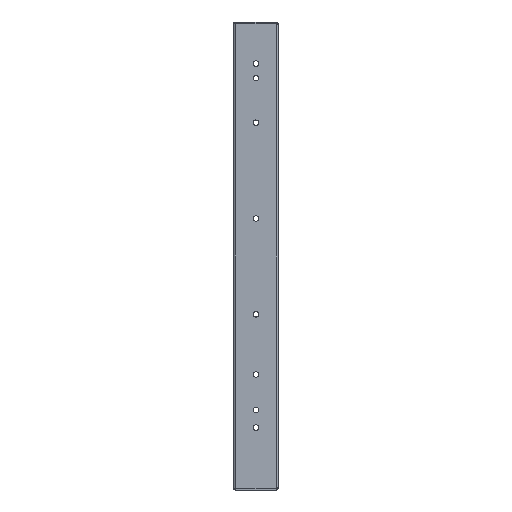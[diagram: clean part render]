
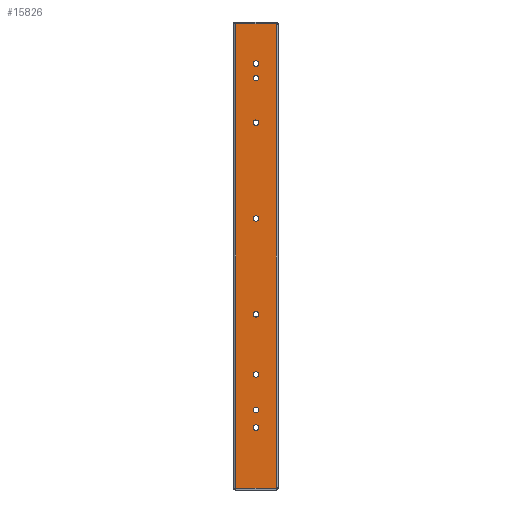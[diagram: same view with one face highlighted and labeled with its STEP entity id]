
A CAD part, left-side view. The second image highlights one B-rep face of the part: STEP entity #15826.
In plain terms, the highlighted planar face has unit normal (-1, 0, 0).
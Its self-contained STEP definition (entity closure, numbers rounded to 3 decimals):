
#3163=CARTESIAN_POINT('',(-214.,-19.456,223.4));
#3174=CARTESIAN_POINT('',(-214.,-19.456,-223.4));
#3181=DIRECTION('',(0.,1.,0.));
#3182=VECTOR('',#3181,38.913);
#3183=CARTESIAN_POINT('',(-214.,-19.456,223.4));
#3184=LINE('',#3183,#3182);
#3185=DIRECTION('',(0.,0.,-1.));
#3186=VECTOR('',#3185,446.8);
#3187=CARTESIAN_POINT('',(-214.,-19.456,223.4));
#3188=LINE('',#3187,#3186);
#3189=DIRECTION('',(0.,1.,0.));
#3190=VECTOR('',#3189,38.913);
#3191=CARTESIAN_POINT('',(-214.,-19.456,-223.4));
#3192=LINE('',#3191,#3190);
#3193=CARTESIAN_POINT('',(-214.,0.,185.));
#3194=DIRECTION('',(1.,0.,0.));
#3195=DIRECTION('',(0.,0.,1.));
#3196=AXIS2_PLACEMENT_3D('',#3193,#3194,#3195);
#3198=CARTESIAN_POINT('',(-214.,0.,185.));
#3199=DIRECTION('',(1.,0.,0.));
#3200=DIRECTION('',(0.,0.,-1.));
#3201=AXIS2_PLACEMENT_3D('',#3198,#3199,#3200);
#3203=CARTESIAN_POINT('',(-214.,0.,171.));
#3204=DIRECTION('',(1.,0.,0.));
#3205=DIRECTION('',(0.,0.,1.));
#3206=AXIS2_PLACEMENT_3D('',#3203,#3204,#3205);
#3208=CARTESIAN_POINT('',(-214.,0.,171.));
#3209=DIRECTION('',(1.,0.,0.));
#3210=DIRECTION('',(0.,0.,-1.));
#3211=AXIS2_PLACEMENT_3D('',#3208,#3209,#3210);
#3213=CARTESIAN_POINT('',(-214.,0.,-114.));
#3214=DIRECTION('',(1.,0.,0.));
#3215=DIRECTION('',(0.,0.,1.));
#3216=AXIS2_PLACEMENT_3D('',#3213,#3214,#3215);
#3218=CARTESIAN_POINT('',(-214.,0.,-114.));
#3219=DIRECTION('',(1.,0.,0.));
#3220=DIRECTION('',(0.,0.,-1.));
#3221=AXIS2_PLACEMENT_3D('',#3218,#3219,#3220);
#3223=CARTESIAN_POINT('',(-214.,0.,-165.));
#3224=DIRECTION('',(1.,0.,0.));
#3225=DIRECTION('',(0.,0.,1.));
#3226=AXIS2_PLACEMENT_3D('',#3223,#3224,#3225);
#3228=CARTESIAN_POINT('',(-214.,0.,-165.));
#3229=DIRECTION('',(1.,0.,0.));
#3230=DIRECTION('',(0.,0.,-1.));
#3231=AXIS2_PLACEMENT_3D('',#3228,#3229,#3230);
#3233=CARTESIAN_POINT('',(-214.,0.,128.1));
#3234=DIRECTION('',(1.,0.,0.));
#3235=DIRECTION('',(0.,0.,1.));
#3236=AXIS2_PLACEMENT_3D('',#3233,#3234,#3235);
#3238=CARTESIAN_POINT('',(-214.,0.,128.1));
#3239=DIRECTION('',(1.,0.,0.));
#3240=DIRECTION('',(0.,0.,-1.));
#3241=AXIS2_PLACEMENT_3D('',#3238,#3239,#3240);
#3243=CARTESIAN_POINT('',(-214.,0.,-56.1));
#3244=DIRECTION('',(1.,0.,0.));
#3245=DIRECTION('',(0.,0.,1.));
#3246=AXIS2_PLACEMENT_3D('',#3243,#3244,#3245);
#3248=CARTESIAN_POINT('',(-214.,0.,-56.1));
#3249=DIRECTION('',(1.,0.,0.));
#3250=DIRECTION('',(0.,0.,-1.));
#3251=AXIS2_PLACEMENT_3D('',#3248,#3249,#3250);
#3253=CARTESIAN_POINT('',(-214.,0.,-148.2));
#3254=DIRECTION('',(1.,0.,0.));
#3255=DIRECTION('',(0.,0.,1.));
#3256=AXIS2_PLACEMENT_3D('',#3253,#3254,#3255);
#3258=CARTESIAN_POINT('',(-214.,0.,-148.2));
#3259=DIRECTION('',(1.,0.,0.));
#3260=DIRECTION('',(0.,0.,-1.));
#3261=AXIS2_PLACEMENT_3D('',#3258,#3259,#3260);
#3263=CARTESIAN_POINT('',(-214.,0.,36.));
#3264=DIRECTION('',(1.,0.,0.));
#3265=DIRECTION('',(0.,0.,1.));
#3266=AXIS2_PLACEMENT_3D('',#3263,#3264,#3265);
#3268=CARTESIAN_POINT('',(-214.,0.,36.));
#3269=DIRECTION('',(1.,0.,0.));
#3270=DIRECTION('',(0.,0.,-1.));
#3271=AXIS2_PLACEMENT_3D('',#3268,#3269,#3270);
#3282=DIRECTION('',(0.,0.,-1.));
#3283=VECTOR('',#3282,446.8);
#3284=CARTESIAN_POINT('',(-214.,19.456,223.4));
#3285=LINE('',#3284,#3283);
#9647=VERTEX_POINT('',#3174);
#9660=VERTEX_POINT('',#3163);
#9703=CARTESIAN_POINT('',(-214.,19.456,223.4));
#9704=CARTESIAN_POINT('',(-214.,19.456,-223.4));
#9705=VERTEX_POINT('',#9703);
#9706=VERTEX_POINT('',#9704);
#10011=CARTESIAN_POINT('',(-214.,0.,130.8));
#10012=CARTESIAN_POINT('',(-214.,0.,125.4));
#10013=VERTEX_POINT('',#10011);
#10014=VERTEX_POINT('',#10012);
#12295=CARTESIAN_POINT('',(-214.,0.,187.7));
#12296=CARTESIAN_POINT('',(-214.,0.,182.3));
#12297=VERTEX_POINT('',#12295);
#12298=VERTEX_POINT('',#12296);
#12299=CARTESIAN_POINT('',(-214.,0.,173.7));
#12300=CARTESIAN_POINT('',(-214.,0.,168.3));
#12301=VERTEX_POINT('',#12299);
#12302=VERTEX_POINT('',#12300);
#12303=CARTESIAN_POINT('',(-214.,0.,-111.3));
#12304=CARTESIAN_POINT('',(-214.,0.,-116.7));
#12305=VERTEX_POINT('',#12303);
#12306=VERTEX_POINT('',#12304);
#12307=CARTESIAN_POINT('',(-214.,0.,-162.3));
#12308=CARTESIAN_POINT('',(-214.,0.,-167.7));
#12309=VERTEX_POINT('',#12307);
#12310=VERTEX_POINT('',#12308);
#12347=CARTESIAN_POINT('',(-214.,0.,-53.4));
#12348=CARTESIAN_POINT('',(-214.,0.,-58.8));
#12349=VERTEX_POINT('',#12347);
#12350=VERTEX_POINT('',#12348);
#12363=CARTESIAN_POINT('',(-214.,0.,-145.5));
#12364=CARTESIAN_POINT('',(-214.,0.,-150.9));
#12365=VERTEX_POINT('',#12363);
#12366=VERTEX_POINT('',#12364);
#12379=CARTESIAN_POINT('',(-214.,0.,38.7));
#12380=CARTESIAN_POINT('',(-214.,0.,33.3));
#12381=VERTEX_POINT('',#12379);
#12382=VERTEX_POINT('',#12380);
#15764=CARTESIAN_POINT('',(-214.,-19.456,-222.612));
#15765=DIRECTION('',(1.,0.,0.));
#15766=DIRECTION('',(0.,1.,0.));
#15767=AXIS2_PLACEMENT_3D('',#15764,#15765,#15766);
#15768=PLANE('',#15767);
#15770=ORIENTED_EDGE('',*,*,#15769,.F.);
#15772=ORIENTED_EDGE('',*,*,#15771,.F.);
#15773=ORIENTED_EDGE('',*,*,#15756,.T.);
#15775=ORIENTED_EDGE('',*,*,#15774,.T.);
#15776=EDGE_LOOP('',(#15770,#15772,#15773,#15775));
#15777=FACE_OUTER_BOUND('',#15776,.F.);
#15779=ORIENTED_EDGE('',*,*,#15778,.F.);
#15781=ORIENTED_EDGE('',*,*,#15780,.F.);
#15782=EDGE_LOOP('',(#15779,#15781));
#15783=FACE_BOUND('',#15782,.F.);
#15785=ORIENTED_EDGE('',*,*,#15784,.F.);
#15787=ORIENTED_EDGE('',*,*,#15786,.F.);
#15788=EDGE_LOOP('',(#15785,#15787));
#15789=FACE_BOUND('',#15788,.F.);
#15791=ORIENTED_EDGE('',*,*,#15790,.F.);
#15793=ORIENTED_EDGE('',*,*,#15792,.F.);
#15794=EDGE_LOOP('',(#15791,#15793));
#15795=FACE_BOUND('',#15794,.F.);
#15797=ORIENTED_EDGE('',*,*,#15796,.F.);
#15799=ORIENTED_EDGE('',*,*,#15798,.F.);
#15800=EDGE_LOOP('',(#15797,#15799));
#15801=FACE_BOUND('',#15800,.F.);
#15803=ORIENTED_EDGE('',*,*,#15802,.F.);
#15805=ORIENTED_EDGE('',*,*,#15804,.F.);
#15806=EDGE_LOOP('',(#15803,#15805));
#15807=FACE_BOUND('',#15806,.F.);
#15809=ORIENTED_EDGE('',*,*,#15808,.F.);
#15811=ORIENTED_EDGE('',*,*,#15810,.F.);
#15812=EDGE_LOOP('',(#15809,#15811));
#15813=FACE_BOUND('',#15812,.F.);
#15815=ORIENTED_EDGE('',*,*,#15814,.F.);
#15817=ORIENTED_EDGE('',*,*,#15816,.F.);
#15818=EDGE_LOOP('',(#15815,#15817));
#15819=FACE_BOUND('',#15818,.F.);
#15821=ORIENTED_EDGE('',*,*,#15820,.F.);
#15823=ORIENTED_EDGE('',*,*,#15822,.F.);
#15824=EDGE_LOOP('',(#15821,#15823));
#15825=FACE_BOUND('',#15824,.F.);
#15826=ADVANCED_FACE('',(#15777,#15783,#15789,#15795,#15801,#15807,#15813,
#15819,#15825),#15768,.F.);
#3197=CIRCLE('',#3196,2.7);
#3202=CIRCLE('',#3201,2.7);
#3207=CIRCLE('',#3206,2.7);
#3212=CIRCLE('',#3211,2.7);
#3217=CIRCLE('',#3216,2.7);
#3222=CIRCLE('',#3221,2.7);
#3227=CIRCLE('',#3226,2.7);
#3232=CIRCLE('',#3231,2.7);
#3237=CIRCLE('',#3236,2.7);
#3242=CIRCLE('',#3241,2.7);
#3247=CIRCLE('',#3246,2.7);
#3252=CIRCLE('',#3251,2.7);
#3257=CIRCLE('',#3256,2.7);
#3262=CIRCLE('',#3261,2.7);
#3267=CIRCLE('',#3266,2.7);
#3272=CIRCLE('',#3271,2.7);
#15756=EDGE_CURVE('',#9660,#9647,#3188,.T.);
#15769=EDGE_CURVE('',#9705,#9706,#3285,.T.);
#15771=EDGE_CURVE('',#9660,#9705,#3184,.T.);
#15774=EDGE_CURVE('',#9647,#9706,#3192,.T.);
#15778=EDGE_CURVE('',#12297,#12298,#3197,.T.);
#15780=EDGE_CURVE('',#12298,#12297,#3202,.T.);
#15784=EDGE_CURVE('',#12301,#12302,#3207,.T.);
#15786=EDGE_CURVE('',#12302,#12301,#3212,.T.);
#15790=EDGE_CURVE('',#12305,#12306,#3217,.T.);
#15792=EDGE_CURVE('',#12306,#12305,#3222,.T.);
#15796=EDGE_CURVE('',#12309,#12310,#3227,.T.);
#15798=EDGE_CURVE('',#12310,#12309,#3232,.T.);
#15802=EDGE_CURVE('',#10013,#10014,#3237,.T.);
#15804=EDGE_CURVE('',#10014,#10013,#3242,.T.);
#15808=EDGE_CURVE('',#12349,#12350,#3247,.T.);
#15810=EDGE_CURVE('',#12350,#12349,#3252,.T.);
#15814=EDGE_CURVE('',#12365,#12366,#3257,.T.);
#15816=EDGE_CURVE('',#12366,#12365,#3262,.T.);
#15820=EDGE_CURVE('',#12381,#12382,#3267,.T.);
#15822=EDGE_CURVE('',#12382,#12381,#3272,.T.);
